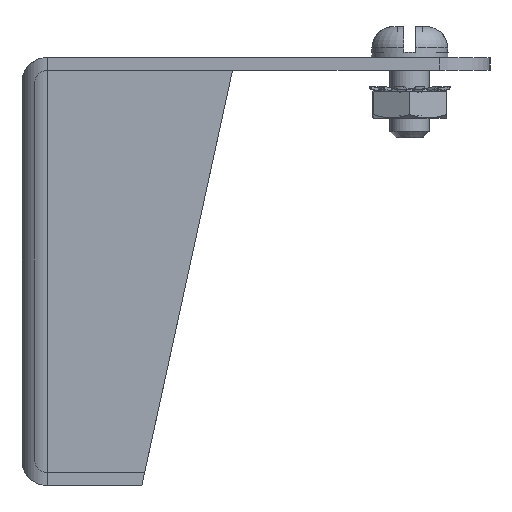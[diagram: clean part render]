
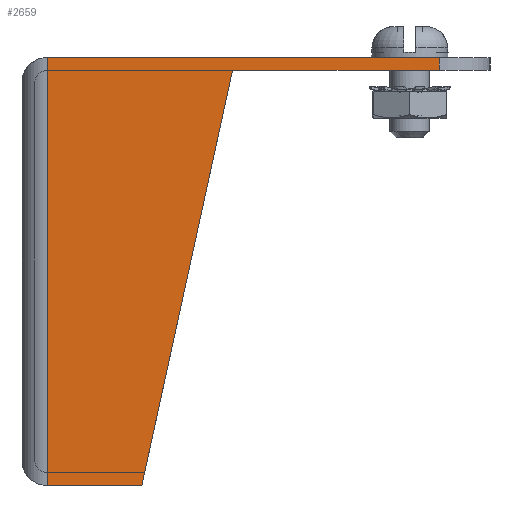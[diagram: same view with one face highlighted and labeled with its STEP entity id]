
A CAD part, left-side view. The second image highlights one B-rep face of the part: STEP entity #2659.
In plain terms, the highlighted planar face has unit normal (-1, 0, 0).
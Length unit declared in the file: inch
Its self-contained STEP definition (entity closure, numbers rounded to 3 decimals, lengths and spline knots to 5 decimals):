
#175 = VECTOR ( 'NONE', #4713, 39.37008 ) ;
#213 = CARTESIAN_POINT ( 'NONE',  ( -13., 0.96939, -2. ) ) ;
#239 = CARTESIAN_POINT ( 'NONE',  ( -13., 0.10349, -0.06 ) ) ;
#336 = VECTOR ( 'NONE', #593, 39.37008 ) ;
#364 = VERTEX_POINT ( 'NONE', #4809 ) ;
#592 = VERTEX_POINT ( 'NONE', #213 ) ;
#593 = DIRECTION ( 'NONE',  ( 0., 0.214, -0.977 ) ) ;
#717 = DIRECTION ( 'NONE',  ( -1., 0., 0. ) ) ;
#728 = LINE ( 'NONE', #8761, #8653 ) ;
#765 = FACE_OUTER_BOUND ( 'NONE', #7004, .T. ) ;
#812 = EDGE_CURVE ( 'NONE', #2389, #5704, #3699, .T. ) ;
#1640 = ORIENTED_EDGE ( 'NONE', *, *, #812, .F. ) ;
#1726 = CARTESIAN_POINT ( 'NONE',  ( -13., 0.5275, -2. ) ) ;
#2129 = VERTEX_POINT ( 'NONE', #5698 ) ;
#2379 = EDGE_CURVE ( 'NONE', #364, #2129, #728, .T. ) ;
#2389 = VERTEX_POINT ( 'NONE', #7309 ) ;
#2550 = ORIENTED_EDGE ( 'NONE', *, *, #4835, .F. ) ;
#2654 = LINE ( 'NONE', #5921, #2751 ) ;
#2659 = ADVANCED_FACE ( 'NONE', ( #765 ), #3630, .T. ) ;
#2751 = VECTOR ( 'NONE', #7337, 39.37008 ) ;
#2948 = CARTESIAN_POINT ( 'NONE',  ( -13., 0., 0. ) ) ;
#3630 = PLANE ( 'NONE',  #8804 ) ;
#3699 = LINE ( 'NONE', #239, #3968 ) ;
#3735 = VERTEX_POINT ( 'NONE', #1726 ) ;
#3795 = EDGE_CURVE ( 'NONE', #2389, #2129, #2654, .T. ) ;
#3951 = ORIENTED_EDGE ( 'NONE', *, *, #8189, .T. ) ;
#3968 = VECTOR ( 'NONE', #7698, 39.37008 ) ;
#4100 = ORIENTED_EDGE ( 'NONE', *, *, #3795, .T. ) ;
#4299 = CARTESIAN_POINT ( 'NONE',  ( -13., 0.10349, -0.06 ) ) ;
#4578 = CARTESIAN_POINT ( 'NONE',  ( -13., 1.0875, -2. ) ) ;
#4713 = DIRECTION ( 'NONE',  ( 0., 0., -1. ) ) ;
#4809 = CARTESIAN_POINT ( 'NONE',  ( -13., 0.96939, 0. ) ) ;
#4835 = EDGE_CURVE ( 'NONE', #5704, #3735, #5764, .T. ) ;
#5311 = ORIENTED_EDGE ( 'NONE', *, *, #9304, .F. ) ;
#5541 = LINE ( 'NONE', #9132, #175 ) ;
#5575 = ORIENTED_EDGE ( 'NONE', *, *, #2379, .F. ) ;
#5644 = DIRECTION ( 'NONE',  ( 0., 1., 0. ) ) ;
#5698 = CARTESIAN_POINT ( 'NONE',  ( -13., -0.86378, 0. ) ) ;
#5704 = VERTEX_POINT ( 'NONE', #4299 ) ;
#5764 = LINE ( 'NONE', #8634, #336 ) ;
#5921 = CARTESIAN_POINT ( 'NONE',  ( -13., -0.86378, 0. ) ) ;
#6137 = LINE ( 'NONE', #4578, #9370 ) ;
#6707 = DIRECTION ( 'NONE',  ( 0., 0., 1. ) ) ;
#7004 = EDGE_LOOP ( 'NONE', ( #1640, #4100, #5575, #3951, #5311, #2550 ) ) ;
#7309 = CARTESIAN_POINT ( 'NONE',  ( -13., -0.86378, -0.06 ) ) ;
#7337 = DIRECTION ( 'NONE',  ( 0., 0., 1. ) ) ;
#7698 = DIRECTION ( 'NONE',  ( 0., 1., 0. ) ) ;
#8189 = EDGE_CURVE ( 'NONE', #364, #592, #5541, .T. ) ;
#8634 = CARTESIAN_POINT ( 'NONE',  ( -13., 0.5275, -2. ) ) ;
#8653 = VECTOR ( 'NONE', #8903, 39.37008 ) ;
#8761 = CARTESIAN_POINT ( 'NONE',  ( -13., -1.1, 0. ) ) ;
#8804 = AXIS2_PLACEMENT_3D ( 'NONE', #2948, #717, #6707 ) ;
#8903 = DIRECTION ( 'NONE',  ( 0., -1., 0. ) ) ;
#9132 = CARTESIAN_POINT ( 'NONE',  ( -13., 0.96939, -2. ) ) ;
#9304 = EDGE_CURVE ( 'NONE', #3735, #592, #6137, .T. ) ;
#9370 = VECTOR ( 'NONE', #5644, 39.37008 ) ;
